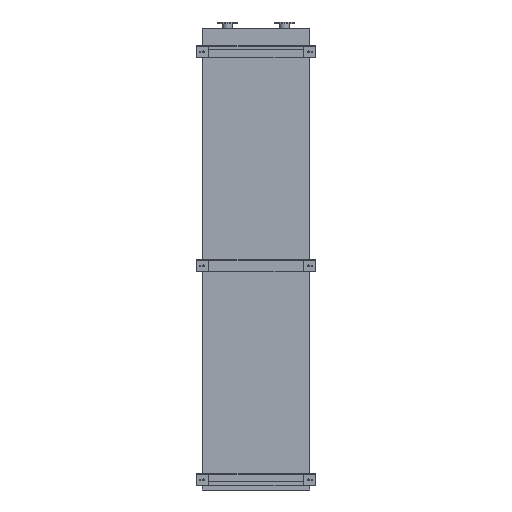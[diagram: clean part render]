
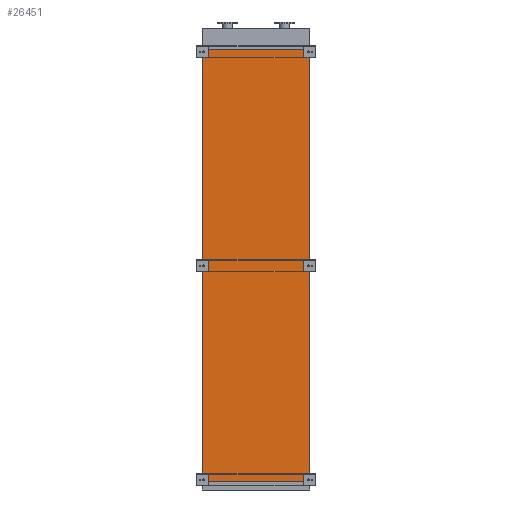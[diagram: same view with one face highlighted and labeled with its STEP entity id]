
A CAD part, front view. The second image highlights one B-rep face of the part: STEP entity #26451.
In plain terms, the highlighted planar face has unit normal (0, -1, 0).
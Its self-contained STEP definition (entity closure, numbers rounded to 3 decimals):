
#819 = DIRECTION ( 'NONE',  ( 0., 0., 1. ) ) ;
#1412 = CARTESIAN_POINT ( 'NONE',  ( -605., 0., 0. ) ) ;
#3572 = ORIENTED_EDGE ( 'NONE', *, *, #14313, .T. ) ;
#3745 = VERTEX_POINT ( 'NONE', #30827 ) ;
#6111 = LINE ( 'NONE', #16544, #18316 ) ;
#6817 = CARTESIAN_POINT ( 'NONE',  ( 605., 0., -4850. ) ) ;
#6922 = VERTEX_POINT ( 'NONE', #6817 ) ;
#8517 = ORIENTED_EDGE ( 'NONE', *, *, #29453, .F. ) ;
#9196 = DIRECTION ( 'NONE',  ( 0., 0., 1. ) ) ;
#9415 = EDGE_CURVE ( 'NONE', #31589, #6922, #13981, .T. ) ;
#9882 = CARTESIAN_POINT ( 'NONE',  ( -605., 0., -4850. ) ) ;
#11053 = EDGE_CURVE ( 'NONE', #3745, #15975, #18466, .T. ) ;
#12349 = FACE_OUTER_BOUND ( 'NONE', #16275, .T. ) ;
#12451 = CARTESIAN_POINT ( 'NONE',  ( 605., 0., 0. ) ) ;
#12762 = CARTESIAN_POINT ( 'NONE',  ( -605., 0., -4850. ) ) ;
#13981 = LINE ( 'NONE', #12762, #19736 ) ;
#14313 = EDGE_CURVE ( 'NONE', #6922, #15975, #31285, .T. ) ;
#14514 = DIRECTION ( 'NONE',  ( 0., -1., 0. ) ) ;
#15975 = VERTEX_POINT ( 'NONE', #12451 ) ;
#16275 = EDGE_LOOP ( 'NONE', ( #19968, #8517, #28732, #3572 ) ) ;
#16544 = CARTESIAN_POINT ( 'NONE',  ( -605., 0., -4850. ) ) ;
#18316 = VECTOR ( 'NONE', #9196, 1000. ) ;
#18464 = DIRECTION ( 'NONE',  ( 1., 0., 0. ) ) ;
#18466 = LINE ( 'NONE', #1412, #19252 ) ;
#18666 = AXIS2_PLACEMENT_3D ( 'NONE', #29120, #14514, #31577 ) ;
#19252 = VECTOR ( 'NONE', #18464, 1000. ) ;
#19337 = PLANE ( 'NONE',  #18666 ) ;
#19736 = VECTOR ( 'NONE', #27375, 1000. ) ;
#19968 = ORIENTED_EDGE ( 'NONE', *, *, #11053, .F. ) ;
#24804 = VECTOR ( 'NONE', #819, 1000. ) ;
#26451 = ADVANCED_FACE ( 'NONE', ( #12349 ), #19337, .T. ) ;
#27375 = DIRECTION ( 'NONE',  ( 1., 0., 0. ) ) ;
#27555 = CARTESIAN_POINT ( 'NONE',  ( 605., 0., -4850. ) ) ;
#28732 = ORIENTED_EDGE ( 'NONE', *, *, #9415, .T. ) ;
#29120 = CARTESIAN_POINT ( 'NONE',  ( -605., 0., -4850. ) ) ;
#29453 = EDGE_CURVE ( 'NONE', #31589, #3745, #6111, .T. ) ;
#30827 = CARTESIAN_POINT ( 'NONE',  ( -605., 0., 0. ) ) ;
#31285 = LINE ( 'NONE', #27555, #24804 ) ;
#31577 = DIRECTION ( 'NONE',  ( 0., 0., -1. ) ) ;
#31589 = VERTEX_POINT ( 'NONE', #9882 ) ;
